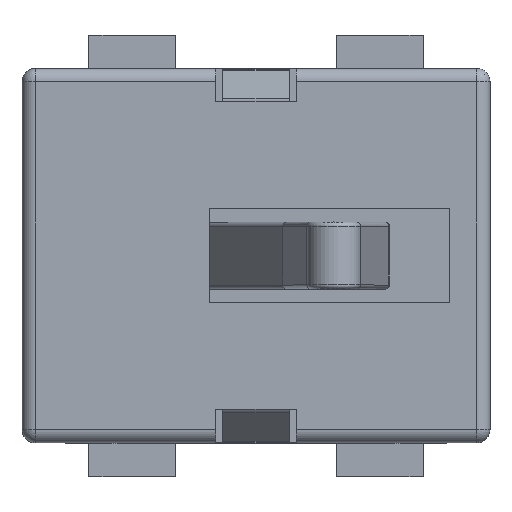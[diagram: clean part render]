
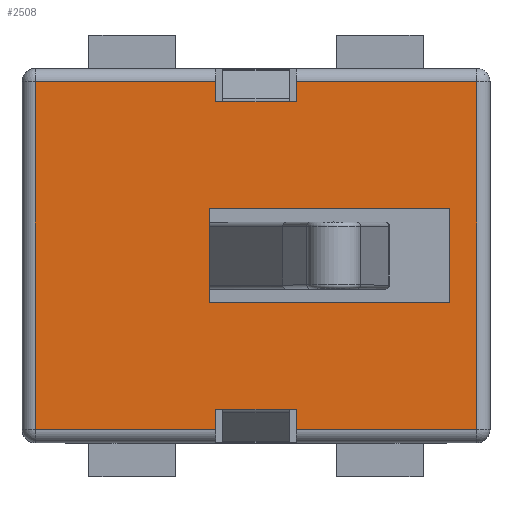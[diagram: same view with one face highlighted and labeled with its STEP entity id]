
A CAD part, top view. The second image highlights one B-rep face of the part: STEP entity #2508.
In plain terms, the highlighted planar face has unit normal (0, 0, 1).
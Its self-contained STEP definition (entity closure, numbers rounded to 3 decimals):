
#96=FACE_BOUND('',#1001,.T.);
#168=PLANE('',#2759);
#357=LINE('',#4019,#605);
#362=LINE('',#4029,#610);
#365=LINE('',#4036,#613);
#370=LINE('',#4047,#618);
#378=LINE('',#4063,#626);
#383=LINE('',#4074,#631);
#385=LINE('',#4081,#633);
#386=LINE('',#4084,#634);
#387=LINE('',#4090,#635);
#388=LINE('',#4093,#636);
#420=LINE('',#4197,#668);
#424=LINE('',#4208,#672);
#431=LINE('',#4227,#679);
#432=LINE('',#4229,#680);
#433=LINE('',#4231,#681);
#434=LINE('',#4232,#682);
#605=VECTOR('',#3228,10.);
#610=VECTOR('',#3237,10.);
#613=VECTOR('',#3244,10.);
#618=VECTOR('',#3253,10.);
#626=VECTOR('',#3267,10.);
#631=VECTOR('',#3278,10.);
#633=VECTOR('',#3288,3.3);
#634=VECTOR('',#3291,3.3);
#635=VECTOR('',#3300,3.3);
#636=VECTOR('',#3303,3.3);
#668=VECTOR('',#3427,2.6);
#672=VECTOR('',#3441,2.6);
#679=VECTOR('',#3464,0.7);
#680=VECTOR('',#3465,1.8);
#681=VECTOR('',#3466,0.7);
#682=VECTOR('',#3467,1.8);
#859=FACE_OUTER_BOUND('',#1000,.T.);
#1000=EDGE_LOOP('',(#2307,#2308,#2309,#2310,#2311,#2312,#2313,#2314,#2315,
#2316,#2317,#2318));
#1001=EDGE_LOOP('',(#2319,#2320,#2321,#2322));
#1260=VERTEX_POINT('',#4016);
#1261=VERTEX_POINT('',#4018);
#1264=VERTEX_POINT('',#4027);
#1266=VERTEX_POINT('',#4035);
#1269=VERTEX_POINT('',#4044);
#1270=VERTEX_POINT('',#4046);
#1275=VERTEX_POINT('',#4062);
#1278=VERTEX_POINT('',#4072);
#1279=VERTEX_POINT('',#4079);
#1280=VERTEX_POINT('',#4083);
#1281=VERTEX_POINT('',#4088);
#1282=VERTEX_POINT('',#4092);
#1313=VERTEX_POINT('',#4225);
#1314=VERTEX_POINT('',#4226);
#1315=VERTEX_POINT('',#4228);
#1316=VERTEX_POINT('',#4230);
#1554=EDGE_CURVE('',#1261,#1260,#357,.T.);
#1560=EDGE_CURVE('',#1260,#1264,#362,.T.);
#1563=EDGE_CURVE('',#1266,#1261,#365,.T.);
#1569=EDGE_CURVE('',#1269,#1270,#370,.T.);
#1577=EDGE_CURVE('',#1275,#1270,#378,.T.);
#1584=EDGE_CURVE('',#1269,#1278,#383,.T.);
#1587=EDGE_CURVE('',#1279,#1278,#385,.T.);
#1588=EDGE_CURVE('',#1275,#1280,#386,.T.);
#1591=EDGE_CURVE('',#1281,#1264,#387,.T.);
#1592=EDGE_CURVE('',#1266,#1282,#388,.T.);
#1643=EDGE_CURVE('',#1282,#1279,#420,.T.);
#1649=EDGE_CURVE('',#1280,#1281,#424,.T.);
#1658=EDGE_CURVE('',#1313,#1314,#431,.T.);
#1659=EDGE_CURVE('',#1314,#1315,#432,.T.);
#1660=EDGE_CURVE('',#1315,#1316,#433,.T.);
#1661=EDGE_CURVE('',#1316,#1313,#434,.T.);
#2307=ORIENTED_EDGE('',*,*,#1584,.T.);
#2308=ORIENTED_EDGE('',*,*,#1587,.F.);
#2309=ORIENTED_EDGE('',*,*,#1643,.F.);
#2310=ORIENTED_EDGE('',*,*,#1592,.F.);
#2311=ORIENTED_EDGE('',*,*,#1563,.T.);
#2312=ORIENTED_EDGE('',*,*,#1554,.T.);
#2313=ORIENTED_EDGE('',*,*,#1560,.T.);
#2314=ORIENTED_EDGE('',*,*,#1591,.F.);
#2315=ORIENTED_EDGE('',*,*,#1649,.F.);
#2316=ORIENTED_EDGE('',*,*,#1588,.F.);
#2317=ORIENTED_EDGE('',*,*,#1577,.T.);
#2318=ORIENTED_EDGE('',*,*,#1569,.F.);
#2319=ORIENTED_EDGE('',*,*,#1658,.T.);
#2320=ORIENTED_EDGE('',*,*,#1659,.T.);
#2321=ORIENTED_EDGE('',*,*,#1660,.T.);
#2322=ORIENTED_EDGE('',*,*,#1661,.T.);
#2508=ADVANCED_FACE('',(#859,#96),#168,.T.);
#2759=AXIS2_PLACEMENT_3D('',#4224,#3462,#3463);
#3228=DIRECTION('',(1.,0.,0.));
#3237=DIRECTION('',(0.,-1.,0.));
#3244=DIRECTION('',(0.,1.,0.));
#3253=DIRECTION('',(1.,0.,0.));
#3267=DIRECTION('',(0.,-1.,0.));
#3278=DIRECTION('',(0.,1.,0.));
#3288=DIRECTION('',(1.,0.,0.));
#3291=DIRECTION('',(1.,0.,0.));
#3300=DIRECTION('',(-1.,0.,0.));
#3303=DIRECTION('',(-1.,0.,0.));
#3427=DIRECTION('',(0.,1.,0.));
#3441=DIRECTION('',(0.,-1.,0.));
#3462=DIRECTION('center_axis',(0.,0.,1.));
#3463=DIRECTION('ref_axis',(0.,1.,0.));
#3464=DIRECTION('',(0.,-1.,0.));
#3465=DIRECTION('',(-1.,0.,0.));
#3466=DIRECTION('',(0.,1.,0.));
#3467=DIRECTION('',(1.,0.,0.));
#4016=CARTESIAN_POINT('',(0.3,-1.15,1.95));
#4018=CARTESIAN_POINT('',(-0.3,-1.15,1.95));
#4019=CARTESIAN_POINT('',(0.3,-1.15,1.95));
#4027=CARTESIAN_POINT('',(0.3,-1.3,1.95));
#4029=CARTESIAN_POINT('',(0.3,-0.062,1.95));
#4035=CARTESIAN_POINT('',(-0.3,-1.3,1.95));
#4036=CARTESIAN_POINT('',(-0.3,-0.062,1.95));
#4044=CARTESIAN_POINT('',(-0.3,1.15,1.95));
#4046=CARTESIAN_POINT('',(0.3,1.15,1.95));
#4047=CARTESIAN_POINT('',(0.3,1.15,1.95));
#4062=CARTESIAN_POINT('',(0.3,1.3,1.95));
#4063=CARTESIAN_POINT('',(0.3,1.338,1.95));
#4072=CARTESIAN_POINT('',(-0.3,1.3,1.95));
#4074=CARTESIAN_POINT('',(-0.3,1.338,1.95));
#4079=CARTESIAN_POINT('',(-1.65,1.3,1.95));
#4081=CARTESIAN_POINT('',(-1.65,1.3,1.95));
#4083=CARTESIAN_POINT('',(1.65,1.3,1.95));
#4084=CARTESIAN_POINT('',(-1.65,1.3,1.95));
#4088=CARTESIAN_POINT('',(1.65,-1.3,1.95));
#4090=CARTESIAN_POINT('',(1.65,-1.3,1.95));
#4092=CARTESIAN_POINT('',(-1.65,-1.3,1.95));
#4093=CARTESIAN_POINT('',(1.65,-1.3,1.95));
#4197=CARTESIAN_POINT('',(-1.65,-1.3,1.95));
#4208=CARTESIAN_POINT('',(1.65,1.3,1.95));
#4224=CARTESIAN_POINT('Origin',(0.,1.275,1.95));
#4225=CARTESIAN_POINT('',(1.45,0.35,1.95));
#4226=CARTESIAN_POINT('',(1.45,-0.35,1.95));
#4227=CARTESIAN_POINT('',(1.45,0.35,1.95));
#4228=CARTESIAN_POINT('',(-0.35,-0.35,1.95));
#4229=CARTESIAN_POINT('',(1.45,-0.35,1.95));
#4230=CARTESIAN_POINT('',(-0.35,0.35,1.95));
#4231=CARTESIAN_POINT('',(-0.35,-0.35,1.95));
#4232=CARTESIAN_POINT('',(-0.35,0.35,1.95));
